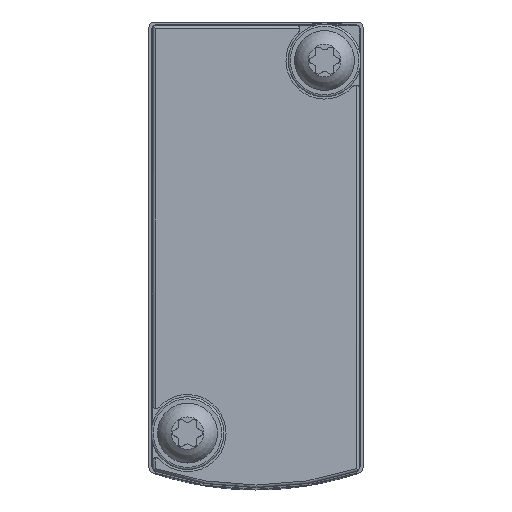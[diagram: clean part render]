
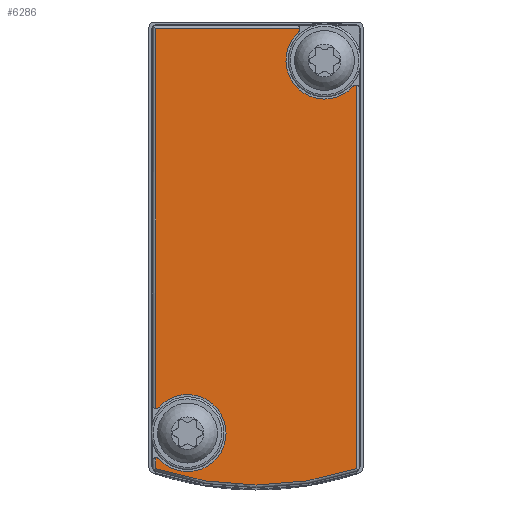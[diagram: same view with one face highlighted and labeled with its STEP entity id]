
A CAD part, front view. The second image highlights one B-rep face of the part: STEP entity #6286.
In plain terms, the highlighted planar face has unit normal (0, -1, 0).
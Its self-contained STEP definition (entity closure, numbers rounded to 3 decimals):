
#98=CIRCLE('',#6600,0.4);
#99=CIRCLE('',#6601,3.6);
#100=CIRCLE('',#6602,0.4);
#101=CIRCLE('',#6603,29.537);
#102=CIRCLE('',#6604,0.4);
#103=CIRCLE('',#6605,3.6);
#104=CIRCLE('',#6606,0.4);
#541=LINE('',#8775,#856);
#542=LINE('',#8784,#857);
#543=LINE('',#8788,#858);
#544=LINE('',#8796,#859);
#856=VECTOR('',#7223,1000.);
#857=VECTOR('',#7230,1000.);
#858=VECTOR('',#7233,1000.);
#859=VECTOR('',#7240,1000.);
#1200=ORIENTED_EDGE('',*,*,#2454,.T.);
#1201=ORIENTED_EDGE('',*,*,#2455,.F.);
#1202=ORIENTED_EDGE('',*,*,#2456,.T.);
#1203=ORIENTED_EDGE('',*,*,#2457,.F.);
#1204=ORIENTED_EDGE('',*,*,#2458,.T.);
#1205=ORIENTED_EDGE('',*,*,#2459,.T.);
#1206=ORIENTED_EDGE('',*,*,#2460,.F.);
#1207=ORIENTED_EDGE('',*,*,#2461,.F.);
#1208=ORIENTED_EDGE('',*,*,#2462,.T.);
#1209=ORIENTED_EDGE('',*,*,#2463,.F.);
#1210=ORIENTED_EDGE('',*,*,#2464,.T.);
#2454=EDGE_CURVE('',#3078,#3079,#541,.F.);
#2455=EDGE_CURVE('',#3080,#3079,#98,.T.);
#2456=EDGE_CURVE('',#3080,#3081,#99,.T.);
#2457=EDGE_CURVE('',#3082,#3081,#100,.T.);
#2458=EDGE_CURVE('',#3082,#3083,#542,.F.);
#2459=EDGE_CURVE('',#3083,#3084,#101,.T.);
#2460=EDGE_CURVE('',#3085,#3084,#543,.F.);
#2461=EDGE_CURVE('',#3086,#3085,#102,.T.);
#2462=EDGE_CURVE('',#3086,#3087,#103,.T.);
#2463=EDGE_CURVE('',#3088,#3087,#104,.T.);
#2464=EDGE_CURVE('',#3088,#3078,#544,.T.);
#3078=VERTEX_POINT('',#8776);
#3079=VERTEX_POINT('',#8777);
#3080=VERTEX_POINT('',#8779);
#3081=VERTEX_POINT('',#8781);
#3082=VERTEX_POINT('',#8783);
#3083=VERTEX_POINT('',#8785);
#3084=VERTEX_POINT('',#8787);
#3085=VERTEX_POINT('',#8789);
#3086=VERTEX_POINT('',#8791);
#3087=VERTEX_POINT('',#8793);
#3088=VERTEX_POINT('',#8795);
#3506=EDGE_LOOP('',(#1200,#1201,#1202,#1203,#1204,#1205,#1206,#1207,#1208,
#1209,#1210));
#3905=FACE_BOUND('',#3506,.T.);
#4300=PLANE('',#6599);
#6286=ADVANCED_FACE('',(#3905),#4300,.F.);
#6599=AXIS2_PLACEMENT_3D('',#8774,#7221,#7222);
#6600=AXIS2_PLACEMENT_3D('',#8778,#7224,#7225);
#6601=AXIS2_PLACEMENT_3D('',#8780,#7226,#7227);
#6602=AXIS2_PLACEMENT_3D('',#8782,#7228,#7229);
#6603=AXIS2_PLACEMENT_3D('',#8786,#7231,#7232);
#6604=AXIS2_PLACEMENT_3D('',#8790,#7234,#7235);
#6605=AXIS2_PLACEMENT_3D('',#8792,#7236,#7237);
#6606=AXIS2_PLACEMENT_3D('',#8794,#7238,#7239);
#7221=DIRECTION('',(0.,1.,0.));
#7222=DIRECTION('',(0.,0.,1.));
#7223=DIRECTION('',(-1.,0.,0.));
#7224=DIRECTION('',(0.,1.,0.));
#7225=DIRECTION('',(1.,0.,0.));
#7226=DIRECTION('',(0.,1.,0.));
#7227=DIRECTION('',(1.,0.,0.));
#7228=DIRECTION('',(0.,1.,0.));
#7229=DIRECTION('',(1.,0.,0.));
#7230=DIRECTION('',(-1.,0.,0.));
#7231=DIRECTION('',(0.,-1.,0.));
#7232=DIRECTION('',(0.,0.,-1.));
#7233=DIRECTION('',(-1.,0.,0.));
#7234=DIRECTION('',(0.,1.,0.));
#7235=DIRECTION('',(1.,0.,0.));
#7236=DIRECTION('',(0.,1.,0.));
#7237=DIRECTION('',(1.,0.,0.));
#7238=DIRECTION('',(0.,1.,0.));
#7239=DIRECTION('',(1.,0.,0.));
#7240=DIRECTION('',(0.,0.,-1.));
#8774=CARTESIAN_POINT('',(-20.25,-13.2,-9.25));
#8775=CARTESIAN_POINT('',(25.,-13.2,-9.387));
#8776=CARTESIAN_POINT('',(-20.387,-13.2,-9.387));
#8777=CARTESIAN_POINT('',(15.097,-13.2,-9.387));
#8778=CARTESIAN_POINT('',(14.699,-13.2,-9.35));
#8779=CARTESIAN_POINT('',(14.969,-13.2,-9.055));
#8780=CARTESIAN_POINT('',(17.4,-13.2,-6.4));
#8781=CARTESIAN_POINT('',(19.831,-13.2,-9.055));
#8782=CARTESIAN_POINT('',(20.101,-13.2,-9.35));
#8783=CARTESIAN_POINT('',(19.703,-13.2,-9.387));
#8784=CARTESIAN_POINT('',(25.,-13.2,-9.387));
#8785=CARTESIAN_POINT('',(20.722,-13.2,-9.387));
#8786=CARTESIAN_POINT('',(-7.284,-13.2,0.));
#8787=CARTESIAN_POINT('',(20.722,-13.2,9.387));
#8788=CARTESIAN_POINT('',(25.,-13.2,9.387));
#8789=CARTESIAN_POINT('',(-15.097,-13.2,9.387));
#8790=CARTESIAN_POINT('',(-14.699,-13.2,9.35));
#8791=CARTESIAN_POINT('',(-14.969,-13.2,9.055));
#8792=CARTESIAN_POINT('',(-17.4,-13.2,6.4));
#8793=CARTESIAN_POINT('',(-20.055,-13.2,3.969));
#8794=CARTESIAN_POINT('',(-20.35,-13.2,3.699));
#8795=CARTESIAN_POINT('',(-20.387,-13.2,4.097));
#8796=CARTESIAN_POINT('',(-20.387,-13.2,10.));
